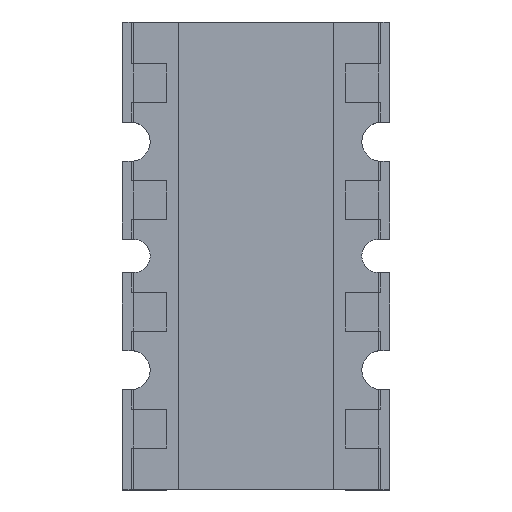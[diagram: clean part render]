
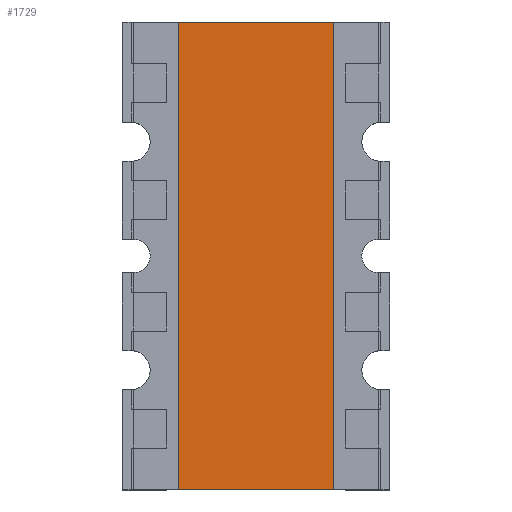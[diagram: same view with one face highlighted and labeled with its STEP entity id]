
A CAD part, top view. The second image highlights one B-rep face of the part: STEP entity #1729.
In plain terms, the highlighted planar face has unit normal (0, 0, 1).
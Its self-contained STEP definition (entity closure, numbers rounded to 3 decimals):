
#1415 = VERTEX_POINT('',#1416);
#1416 = CARTESIAN_POINT('',(0.2,0.,0.45));
#1423 = PLANE('',#1424);
#1424 = AXIS2_PLACEMENT_3D('',#1425,#1426,#1427);
#1425 = CARTESIAN_POINT('',(0.2,0.,0.4));
#1426 = DIRECTION('',(1.,0.,0.));
#1427 = DIRECTION('',(0.,0.,1.));
#1435 = PLANE('',#1436);
#1436 = AXIS2_PLACEMENT_3D('',#1437,#1438,#1439);
#1437 = CARTESIAN_POINT('',(0.2,0.,0.4));
#1438 = DIRECTION('',(0.,1.,0.));
#1439 = DIRECTION('',(0.,0.,1.));
#1476 = VERTEX_POINT('',#1477);
#1477 = CARTESIAN_POINT('',(0.2,2.1,0.45));
#1491 = PLANE('',#1492);
#1492 = AXIS2_PLACEMENT_3D('',#1493,#1494,#1495);
#1493 = CARTESIAN_POINT('',(0.2,2.1,0.4));
#1494 = DIRECTION('',(0.,1.,0.));
#1495 = DIRECTION('',(0.,0.,1.));
#1503 = EDGE_CURVE('',#1415,#1476,#1504,.T.);
#1504 = SURFACE_CURVE('',#1505,(#1509,#1516),.PCURVE_S1.);
#1505 = LINE('',#1506,#1507);
#1506 = CARTESIAN_POINT('',(0.2,0.,0.45));
#1507 = VECTOR('',#1508,1.);
#1508 = DIRECTION('',(0.,1.,0.));
#1509 = PCURVE('',#1423,#1510);
#1510 = DEFINITIONAL_REPRESENTATION('',(#1511),#1515);
#1511 = LINE('',#1512,#1513);
#1512 = CARTESIAN_POINT('',(0.05,0.));
#1513 = VECTOR('',#1514,1.);
#1514 = DIRECTION('',(0.,-1.));
#1515 = ( GEOMETRIC_REPRESENTATION_CONTEXT(2) 
PARAMETRIC_REPRESENTATION_CONTEXT() REPRESENTATION_CONTEXT('2D SPACE',''
  ) );
#1516 = PCURVE('',#1517,#1522);
#1517 = PLANE('',#1518);
#1518 = AXIS2_PLACEMENT_3D('',#1519,#1520,#1521);
#1519 = CARTESIAN_POINT('',(0.2,0.,0.45));
#1520 = DIRECTION('',(0.,0.,1.));
#1521 = DIRECTION('',(1.,0.,0.));
#1522 = DEFINITIONAL_REPRESENTATION('',(#1523),#1527);
#1523 = LINE('',#1524,#1525);
#1524 = CARTESIAN_POINT('',(0.,0.));
#1525 = VECTOR('',#1526,1.);
#1526 = DIRECTION('',(0.,1.));
#1527 = ( GEOMETRIC_REPRESENTATION_CONTEXT(2) 
PARAMETRIC_REPRESENTATION_CONTEXT() REPRESENTATION_CONTEXT('2D SPACE',''
  ) );
#1535 = VERTEX_POINT('',#1536);
#1536 = CARTESIAN_POINT('',(0.9,0.,0.45));
#1543 = PLANE('',#1544);
#1544 = AXIS2_PLACEMENT_3D('',#1545,#1546,#1547);
#1545 = CARTESIAN_POINT('',(0.9,0.,0.4));
#1546 = DIRECTION('',(1.,0.,0.));
#1547 = DIRECTION('',(0.,0.,1.));
#1586 = VERTEX_POINT('',#1587);
#1587 = CARTESIAN_POINT('',(0.9,2.1,0.45));
#1608 = EDGE_CURVE('',#1535,#1586,#1609,.T.);
#1609 = SURFACE_CURVE('',#1610,(#1614,#1621),.PCURVE_S1.);
#1610 = LINE('',#1611,#1612);
#1611 = CARTESIAN_POINT('',(0.9,0.,0.45));
#1612 = VECTOR('',#1613,1.);
#1613 = DIRECTION('',(0.,1.,0.));
#1614 = PCURVE('',#1543,#1615);
#1615 = DEFINITIONAL_REPRESENTATION('',(#1616),#1620);
#1616 = LINE('',#1617,#1618);
#1617 = CARTESIAN_POINT('',(0.05,0.));
#1618 = VECTOR('',#1619,1.);
#1619 = DIRECTION('',(0.,-1.));
#1620 = ( GEOMETRIC_REPRESENTATION_CONTEXT(2) 
PARAMETRIC_REPRESENTATION_CONTEXT() REPRESENTATION_CONTEXT('2D SPACE',''
  ) );
#1621 = PCURVE('',#1517,#1622);
#1622 = DEFINITIONAL_REPRESENTATION('',(#1623),#1627);
#1623 = LINE('',#1624,#1625);
#1624 = CARTESIAN_POINT('',(0.7,0.));
#1625 = VECTOR('',#1626,1.);
#1626 = DIRECTION('',(0.,1.));
#1627 = ( GEOMETRIC_REPRESENTATION_CONTEXT(2) 
PARAMETRIC_REPRESENTATION_CONTEXT() REPRESENTATION_CONTEXT('2D SPACE',''
  ) );
#1654 = EDGE_CURVE('',#1415,#1535,#1655,.T.);
#1655 = SURFACE_CURVE('',#1656,(#1660,#1667),.PCURVE_S1.);
#1656 = LINE('',#1657,#1658);
#1657 = CARTESIAN_POINT('',(0.2,0.,0.45));
#1658 = VECTOR('',#1659,1.);
#1659 = DIRECTION('',(1.,0.,0.));
#1660 = PCURVE('',#1435,#1661);
#1661 = DEFINITIONAL_REPRESENTATION('',(#1662),#1666);
#1662 = LINE('',#1663,#1664);
#1663 = CARTESIAN_POINT('',(0.05,0.));
#1664 = VECTOR('',#1665,1.);
#1665 = DIRECTION('',(0.,1.));
#1666 = ( GEOMETRIC_REPRESENTATION_CONTEXT(2) 
PARAMETRIC_REPRESENTATION_CONTEXT() REPRESENTATION_CONTEXT('2D SPACE',''
  ) );
#1667 = PCURVE('',#1517,#1668);
#1668 = DEFINITIONAL_REPRESENTATION('',(#1669),#1673);
#1669 = LINE('',#1670,#1671);
#1670 = CARTESIAN_POINT('',(0.,0.));
#1671 = VECTOR('',#1672,1.);
#1672 = DIRECTION('',(1.,0.));
#1673 = ( GEOMETRIC_REPRESENTATION_CONTEXT(2) 
PARAMETRIC_REPRESENTATION_CONTEXT() REPRESENTATION_CONTEXT('2D SPACE',''
  ) );
#1701 = EDGE_CURVE('',#1476,#1586,#1702,.T.);
#1702 = SURFACE_CURVE('',#1703,(#1707,#1714),.PCURVE_S1.);
#1703 = LINE('',#1704,#1705);
#1704 = CARTESIAN_POINT('',(0.2,2.1,0.45));
#1705 = VECTOR('',#1706,1.);
#1706 = DIRECTION('',(1.,0.,0.));
#1707 = PCURVE('',#1491,#1708);
#1708 = DEFINITIONAL_REPRESENTATION('',(#1709),#1713);
#1709 = LINE('',#1710,#1711);
#1710 = CARTESIAN_POINT('',(0.05,0.));
#1711 = VECTOR('',#1712,1.);
#1712 = DIRECTION('',(0.,1.));
#1713 = ( GEOMETRIC_REPRESENTATION_CONTEXT(2) 
PARAMETRIC_REPRESENTATION_CONTEXT() REPRESENTATION_CONTEXT('2D SPACE',''
  ) );
#1714 = PCURVE('',#1517,#1715);
#1715 = DEFINITIONAL_REPRESENTATION('',(#1716),#1720);
#1716 = LINE('',#1717,#1718);
#1717 = CARTESIAN_POINT('',(0.,2.1));
#1718 = VECTOR('',#1719,1.);
#1719 = DIRECTION('',(1.,0.));
#1720 = ( GEOMETRIC_REPRESENTATION_CONTEXT(2) 
PARAMETRIC_REPRESENTATION_CONTEXT() REPRESENTATION_CONTEXT('2D SPACE',''
  ) );
#1729 = ADVANCED_FACE('',(#1730),#1517,.T.);
#1730 = FACE_BOUND('',#1731,.T.);
#1731 = EDGE_LOOP('',(#1732,#1733,#1734,#1735));
#1732 = ORIENTED_EDGE('',*,*,#1503,.F.);
#1733 = ORIENTED_EDGE('',*,*,#1654,.T.);
#1734 = ORIENTED_EDGE('',*,*,#1608,.T.);
#1735 = ORIENTED_EDGE('',*,*,#1701,.F.);
